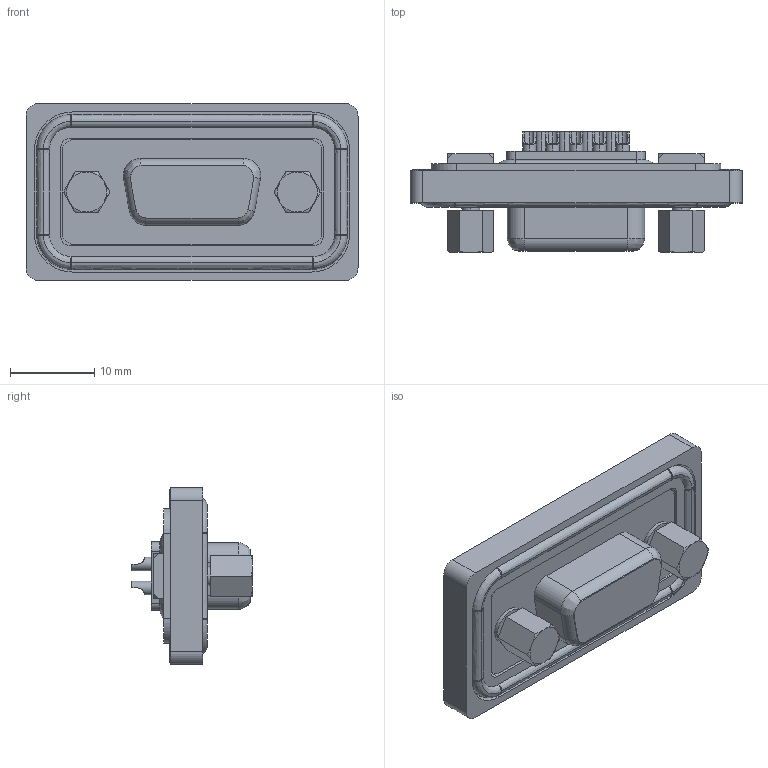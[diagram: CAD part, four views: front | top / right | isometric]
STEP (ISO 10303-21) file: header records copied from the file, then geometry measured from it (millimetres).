
FILE_DESCRIPTION((''),'2;1');
FILE_NAME('SDB-09PFFS-SL8001_EQ_SW0001','2017-06-21T',('LT1069'),(''),'PRO/ENGINEER BY PARAMETRIC TECHNOLOGY CORPORATION, 2013050','PRO/ENGINEER BY PARAMETRIC TECHNOLOGY CORPORATION, 2013050','');
FILE_SCHEMA(('CONFIG_CONTROL_DESIGN'));
Length unit declared in the file: millimetre
Products named in the file (1): SDB-09PFFS-SL8001_EQ_SW0001
Bounding box: 39.4 x 14.3 x 21 mm (x, y, z)
Volume: 4248.6 mm3; surface area: 5046 mm2
Topology: 1 solids, 3 shells, 625 faces, 1694 edges, 1080 vertices
Faces by surface type: plane 265, cylinder 169, bspline 141, cone 38, torus 12
Entity records: 34678 total; most frequent: CARTESIAN_POINT 16070, ORIENTED_EDGE 3344, DIRECTION 2571, EDGE_CURVE 1672, VERTEX_POINT 1080, VECTOR 913, LINE 913, AXIS2_PLACEMENT_3D 829
